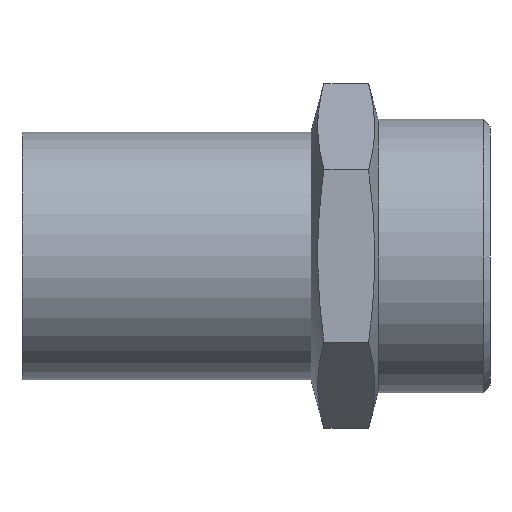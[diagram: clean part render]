
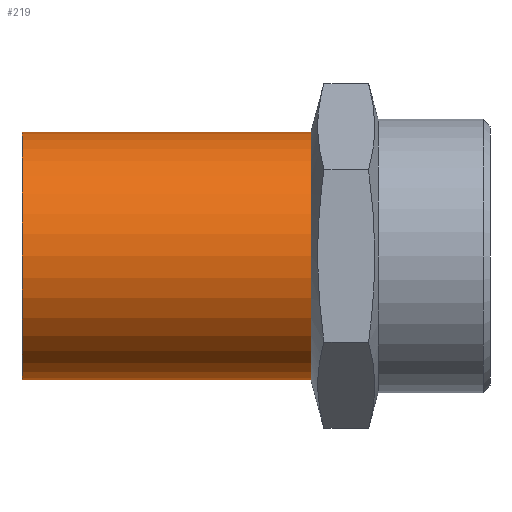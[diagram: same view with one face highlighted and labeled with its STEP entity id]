
A CAD part, front view. The second image highlights one B-rep face of the part: STEP entity #219.
In plain terms, the highlighted cylindrical face has radius 27 mm (diameter 54 mm), a full revolution.
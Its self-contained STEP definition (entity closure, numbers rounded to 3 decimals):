
#15=CYLINDRICAL_SURFACE($,#244,27.);
#24=FACE_BOUND($,#72,.T.);
#33=CIRCLE($,#243,27.);
#34=CIRCLE($,#245,27.);
#50=FACE_OUTER_BOUND($,#71,.T.);
#71=EDGE_LOOP($,(#193));
#72=EDGE_LOOP($,(#194));
#117=VERTEX_POINT($,#381);
#118=VERTEX_POINT($,#384);
#143=EDGE_CURVE($,#117,#117,#33,.T.);
#144=EDGE_CURVE($,#118,#118,#34,.T.);
#193=ORIENTED_EDGE($,*,*,#144,.F.);
#194=ORIENTED_EDGE($,*,*,#143,.T.);
#219=ADVANCED_FACE($,(#50,#24),#15,.T.);
#243=AXIS2_PLACEMENT_3D($,#382,#293,#294);
#244=AXIS2_PLACEMENT_3D($,#383,#295,#296);
#245=AXIS2_PLACEMENT_3D($,#385,#297,#298);
#293=DIRECTION('center_axis',(-1.,0.,0.));
#294=DIRECTION('ref_axis',(0.,0.866,-0.5));
#295=DIRECTION('center_axis',(-1.,0.,0.));
#296=DIRECTION('ref_axis',(0.,0.866,0.5));
#297=DIRECTION('center_axis',(-1.,0.,0.));
#298=DIRECTION('ref_axis',(0.,0.866,0.5));
#381=CARTESIAN_POINT('',(63.,23.383,-13.5));
#382=CARTESIAN_POINT('Origin',(63.,0.,0.));
#383=CARTESIAN_POINT('Origin',(31.5,0.,0.));
#384=CARTESIAN_POINT('',(0.,23.383,-13.5));
#385=CARTESIAN_POINT('Origin',(0.,0.,
0.));
